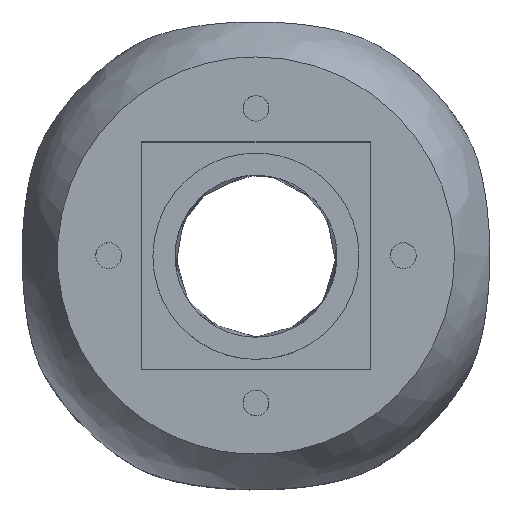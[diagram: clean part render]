
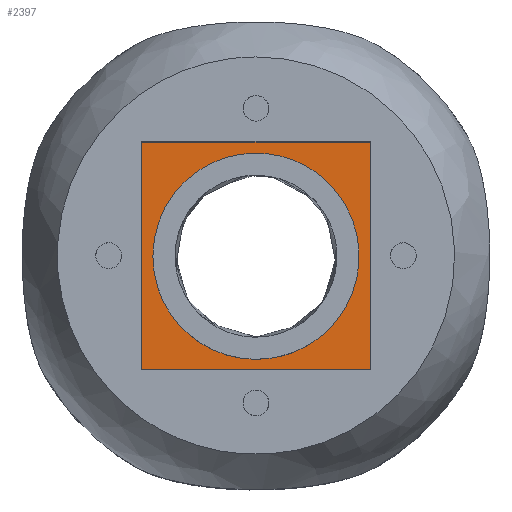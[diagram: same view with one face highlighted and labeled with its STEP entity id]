
A CAD part, top view. The second image highlights one B-rep face of the part: STEP entity #2397.
In plain terms, the highlighted free-form (B-spline) face has degree [1, 1] with [2, 2] control points.
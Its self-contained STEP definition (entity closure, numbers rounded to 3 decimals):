
#2362 = VERTEX_POINT('',#2363);
#2363 = CARTESIAN_POINT('',(-36.492,23.392,
    43.042));
#2368 = EDGE_CURVE('',#2362,#2362,#2369,.T.);
#2369 = ( BOUNDED_CURVE() B_SPLINE_CURVE(2,(#2370,#2371,#2372,#2373,
#2374,#2375,#2376),.UNSPECIFIED.,.T.,.F.) B_SPLINE_CURVE_WITH_KNOTS((3,2
    ,2,3),(3.142,5.236,7.33,9.425),
.PIECEWISE_BEZIER_KNOTS.) CURVE() GEOMETRIC_REPRESENTATION_ITEM() 
RATIONAL_B_SPLINE_CURVE((1.,0.5,1.,0.5,1.,0.5,1.)) REPRESENTATION_ITEM(
  '') );
#2370 = CARTESIAN_POINT('',(-36.492,23.392,
    43.042));
#2371 = CARTESIAN_POINT('',(-36.492,46.082,
    43.042));
#2372 = CARTESIAN_POINT('',(-16.843,34.737,
    43.042));
#2373 = CARTESIAN_POINT('',(2.807,23.392,
    43.042));
#2374 = CARTESIAN_POINT('',(-16.843,12.048,
    43.042));
#2375 = CARTESIAN_POINT('',(-36.492,0.703,43.042
    ));
#2376 = CARTESIAN_POINT('',(-36.492,23.392,
    43.042));
#2397 = ADVANCED_FACE('',(#2398,#2401),#2431,.T.);
#2398 = FACE_BOUND('',#2399,.T.);
#2399 = EDGE_LOOP('',(#2400));
#2400 = ORIENTED_EDGE('',*,*,#2368,.T.);
#2401 = FACE_BOUND('',#2402,.T.);
#2402 = EDGE_LOOP('',(#2403,#2412,#2419,#2426));
#2403 = ORIENTED_EDGE('',*,*,#2404,.F.);
#2404 = EDGE_CURVE('',#2405,#2407,#2409,.T.);
#2405 = VERTEX_POINT('',#2406);
#2406 = CARTESIAN_POINT('',(-8.889,37.896,
    43.042));
#2407 = VERTEX_POINT('',#2408);
#2408 = CARTESIAN_POINT('',(-8.889,8.889,
    43.042));
#2409 = B_SPLINE_CURVE_WITH_KNOTS('',1,(#2410,#2411),.UNSPECIFIED.,.F.,
  .F.,(2,2),(-15.5,15.5),.PIECEWISE_BEZIER_KNOTS.);
#2410 = CARTESIAN_POINT('',(-8.889,37.896,
    43.042));
#2411 = CARTESIAN_POINT('',(-8.889,8.889,
    43.042));
#2412 = ORIENTED_EDGE('',*,*,#2413,.F.);
#2413 = EDGE_CURVE('',#2414,#2405,#2416,.T.);
#2414 = VERTEX_POINT('',#2415);
#2415 = CARTESIAN_POINT('',(-37.896,37.896,
    43.042));
#2416 = B_SPLINE_CURVE_WITH_KNOTS('',1,(#2417,#2418),.UNSPECIFIED.,.F.,
  .F.,(2,2),(-15.5,15.5),.PIECEWISE_BEZIER_KNOTS.);
#2417 = CARTESIAN_POINT('',(-37.896,37.896,
    43.042));
#2418 = CARTESIAN_POINT('',(-8.889,37.896,
    43.042));
#2419 = ORIENTED_EDGE('',*,*,#2420,.F.);
#2420 = EDGE_CURVE('',#2421,#2414,#2423,.T.);
#2421 = VERTEX_POINT('',#2422);
#2422 = CARTESIAN_POINT('',(-37.896,8.889,
    43.042));
#2423 = B_SPLINE_CURVE_WITH_KNOTS('',1,(#2424,#2425),.UNSPECIFIED.,.F.,
  .F.,(2,2),(-15.5,15.5),.PIECEWISE_BEZIER_KNOTS.);
#2424 = CARTESIAN_POINT('',(-37.896,8.889,
    43.042));
#2425 = CARTESIAN_POINT('',(-37.896,37.896,
    43.042));
#2426 = ORIENTED_EDGE('',*,*,#2427,.F.);
#2427 = EDGE_CURVE('',#2407,#2421,#2428,.T.);
#2428 = B_SPLINE_CURVE_WITH_KNOTS('',1,(#2429,#2430),.UNSPECIFIED.,.F.,
  .F.,(2,2),(-15.5,15.5),.PIECEWISE_BEZIER_KNOTS.);
#2429 = CARTESIAN_POINT('',(-8.889,8.889,
    43.042));
#2430 = CARTESIAN_POINT('',(-37.896,8.889,
    43.042));
#2431 = B_SPLINE_SURFACE_WITH_KNOTS('',1,1,(
    (#2432,#2433)
    ,(#2434,#2435
    )),.UNSPECIFIED.,.F.,.F.,.F.,(2,2),(2,2),(-15.5,15.5),(-15.5,15.5),
  .PIECEWISE_BEZIER_KNOTS.);
#2432 = CARTESIAN_POINT('',(-37.896,8.889,
    43.042));
#2433 = CARTESIAN_POINT('',(-37.896,37.896,
    43.042));
#2434 = CARTESIAN_POINT('',(-8.889,8.889,
    43.042));
#2435 = CARTESIAN_POINT('',(-8.889,37.896,
    43.042));
